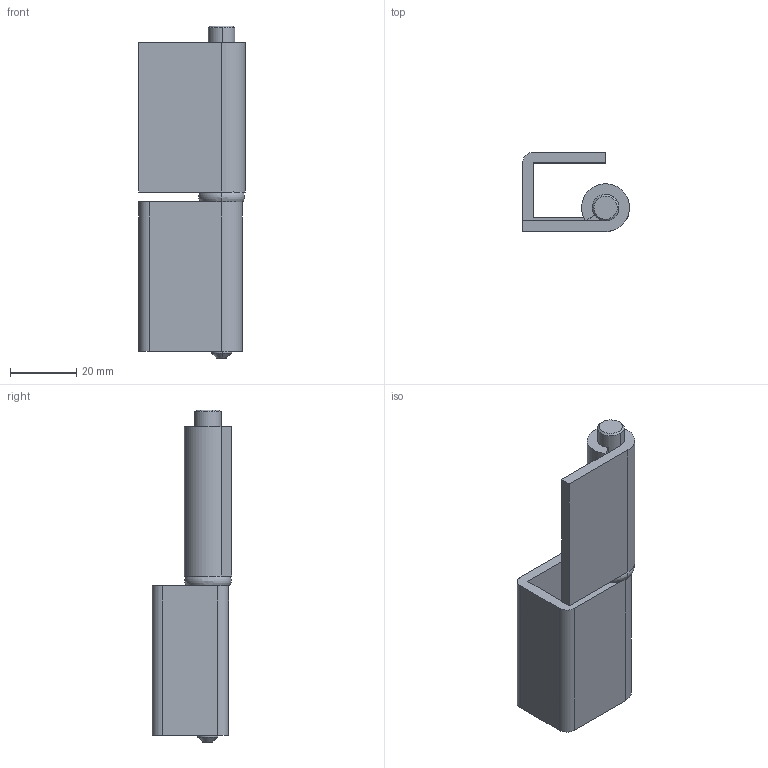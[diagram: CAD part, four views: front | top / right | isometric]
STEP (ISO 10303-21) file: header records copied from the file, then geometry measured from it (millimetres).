
FILE_DESCRIPTION((''),'2;1');
FILE_NAME('','2005-04-20T09:44:00',(''),(''),'','CADfix','');
FILE_SCHEMA(('AUTOMOTIVE_DESIGN'));
Length unit declared in the file: millimetre
Products named in the file (5): washer; shaft; hinge piece_B; hinge piece_A; TH_52_3_10825_36
Assembly tree (4 placements, depth 2):
  TH_52_3_10825_36
    washer
    shaft
    hinge piece_B
    hinge piece_A
Bounding box: 32.19 x 24 x 100 mm (x, y, z)
Volume: 24983.2 mm3; surface area: 17118.3 mm2
Topology: 4 solids, 4 shells, 39 faces, 108 edges, 78 vertices
Faces by surface type: bspline 39
Entity records: 1501 total; most frequent: CARTESIAN_POINT 767, ORIENTED_EDGE 216, EDGE_CURVE 108, VERTEX_POINT 78, QUASI_UNIFORM_CURVE 52, EDGE_LOOP 42, FACE_OUTER_BOUND 39, ADVANCED_FACE 39
